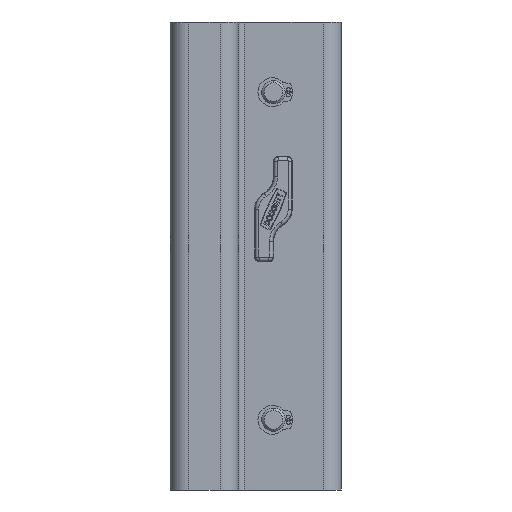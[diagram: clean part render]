
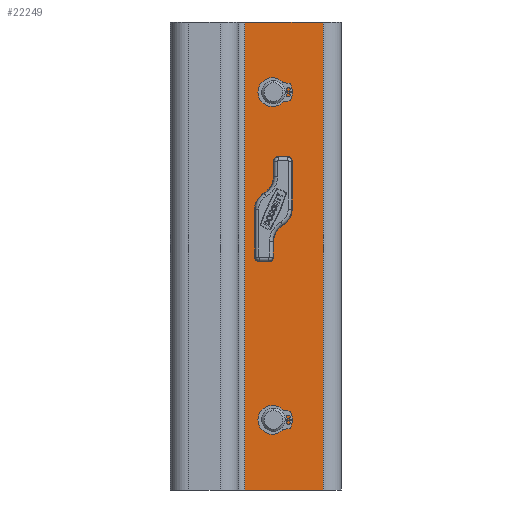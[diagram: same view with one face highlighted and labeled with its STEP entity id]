
A CAD part, left-side view. The second image highlights one B-rep face of the part: STEP entity #22249.
In plain terms, the highlighted planar face has unit normal (-1, 0, 0).
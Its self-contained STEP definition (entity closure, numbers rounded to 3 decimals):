
#580 = FACE_BOUND ( 'NONE', #53952, .T. ) ;
#895 = DIRECTION ( 'NONE',  ( -1., 0., 0. ) ) ;
#1000 = EDGE_CURVE ( 'NONE', #10483, #68752, #2989, .T. ) ;
#1729 = CARTESIAN_POINT ( 'NONE',  ( -80., 36.25, -100. ) ) ;
#1865 = DIRECTION ( 'NONE',  ( 0., 0., 1. ) ) ;
#2989 = LINE ( 'NONE', #14162, #65673 ) ;
#5209 = VERTEX_POINT ( 'NONE', #82285 ) ;
#6825 = PLANE ( 'NONE',  #71953 ) ;
#7669 = DIRECTION ( 'NONE',  ( -1., 0., 0. ) ) ;
#8436 = DIRECTION ( 'NONE',  ( -1., 0., 0. ) ) ;
#8521 = DIRECTION ( 'NONE',  ( 0., 1., 0. ) ) ;
#8899 = CARTESIAN_POINT ( 'NONE',  ( -80., 24., -70. ) ) ;
#10239 = EDGE_LOOP ( 'NONE', ( #65299, #22203 ) ) ;
#10433 = VECTOR ( 'NONE', #8521, 1000. ) ;
#10483 = VERTEX_POINT ( 'NONE', #45765 ) ;
#10602 = EDGE_CURVE ( 'NONE', #53531, #68752, #58045, .T. ) ;
#12530 = DIRECTION ( 'NONE',  ( -1., 0., 0. ) ) ;
#14162 = CARTESIAN_POINT ( 'NONE',  ( -80., 0., -100. ) ) ;
#19171 = ORIENTED_EDGE ( 'NONE', *, *, #82782, .T. ) ;
#21104 = DIRECTION ( 'NONE',  ( 0., 1., 0. ) ) ;
#22203 = ORIENTED_EDGE ( 'NONE', *, *, #31854, .F. ) ;
#22249 = ADVANCED_FACE ( 'NONE', ( #580, #55406, #62133, #37444 ), #6825, .T. ) ;
#23935 = LINE ( 'NONE', #87095, #10433 ) ;
#24001 = CIRCLE ( 'NONE', #84346, 5.25 ) ;
#28273 = CARTESIAN_POINT ( 'NONE',  ( -80., 28.5, 20. ) ) ;
#28442 = CIRCLE ( 'NONE', #83986, 5.25 ) ;
#28577 = DIRECTION ( 'NONE',  ( -1., 0., 0. ) ) ;
#29562 = CARTESIAN_POINT ( 'NONE',  ( -80., 19.5, 20. ) ) ;
#30239 = ORIENTED_EDGE ( 'NONE', *, *, #53863, .F. ) ;
#31247 = CARTESIAN_POINT ( 'NONE',  ( -80., 2.75, 100. ) ) ;
#31854 = EDGE_CURVE ( 'NONE', #56203, #90745, #24001, .T. ) ;
#31983 = CARTESIAN_POINT ( 'NONE',  ( -80., 36.25, 100. ) ) ;
#33564 = CARTESIAN_POINT ( 'NONE',  ( -80., 36.25, 100. ) ) ;
#35714 = CARTESIAN_POINT ( 'NONE',  ( -80., 29.25, 70. ) ) ;
#36301 = DIRECTION ( 'NONE',  ( 0., 0., 1. ) ) ;
#37076 = DIRECTION ( 'NONE',  ( -1., 0., 0. ) ) ;
#37326 = CIRCLE ( 'NONE', #58830, 5.25 ) ;
#37444 = FACE_OUTER_BOUND ( 'NONE', #61063, .T. ) ;
#37520 = CARTESIAN_POINT ( 'NONE',  ( -80., 24., 20. ) ) ;
#44143 = VERTEX_POINT ( 'NONE', #29562 ) ;
#44384 = LINE ( 'NONE', #68595, #71246 ) ;
#45714 = VECTOR ( 'NONE', #90872, 1000. ) ;
#45765 = CARTESIAN_POINT ( 'NONE',  ( -80., 2.75, -100. ) ) ;
#46091 = AXIS2_PLACEMENT_3D ( 'NONE', #37520, #8436, #36301 ) ;
#46116 = ORIENTED_EDGE ( 'NONE', *, *, #85880, .F. ) ;
#46576 = ORIENTED_EDGE ( 'NONE', *, *, #58654, .F. ) ;
#48566 = CARTESIAN_POINT ( 'NONE',  ( -80., 18.75, 70. ) ) ;
#49600 = DIRECTION ( 'NONE',  ( 0., 0., 1. ) ) ;
#49685 = CARTESIAN_POINT ( 'NONE',  ( -80., 0., 100. ) ) ;
#51053 = DIRECTION ( 'NONE',  ( 0., 0., 1. ) ) ;
#51117 = ORIENTED_EDGE ( 'NONE', *, *, #55918, .F. ) ;
#51597 = DIRECTION ( 'NONE',  ( -1., 0., 0. ) ) ;
#53531 = VERTEX_POINT ( 'NONE', #31983 ) ;
#53863 = EDGE_CURVE ( 'NONE', #87267, #44143, #62184, .T. ) ;
#53952 = EDGE_LOOP ( 'NONE', ( #30239, #46116 ) ) ;
#54455 = ORIENTED_EDGE ( 'NONE', *, *, #1000, .F. ) ;
#55406 = FACE_BOUND ( 'NONE', #62544, .T. ) ;
#55918 = EDGE_CURVE ( 'NONE', #5209, #84228, #28442, .T. ) ;
#56203 = VERTEX_POINT ( 'NONE', #48566 ) ;
#57694 = EDGE_CURVE ( 'NONE', #90745, #56203, #37326, .T. ) ;
#58045 = LINE ( 'NONE', #33564, #45714 ) ;
#58654 = EDGE_CURVE ( 'NONE', #84228, #5209, #59537, .T. ) ;
#58739 = ORIENTED_EDGE ( 'NONE', *, *, #10602, .T. ) ;
#58830 = AXIS2_PLACEMENT_3D ( 'NONE', #91135, #12530, #62611 ) ;
#59101 = CARTESIAN_POINT ( 'NONE',  ( -80., 24., -70. ) ) ;
#59537 = CIRCLE ( 'NONE', #86458, 5.25 ) ;
#61063 = EDGE_LOOP ( 'NONE', ( #54455, #65021, #19171, #58739 ) ) ;
#62133 = FACE_BOUND ( 'NONE', #10239, .T. ) ;
#62184 = CIRCLE ( 'NONE', #46091, 4.5 ) ;
#62544 = EDGE_LOOP ( 'NONE', ( #46576, #51117 ) ) ;
#62611 = DIRECTION ( 'NONE',  ( 0., 0., 1. ) ) ;
#65021 = ORIENTED_EDGE ( 'NONE', *, *, #79675, .F. ) ;
#65169 = CARTESIAN_POINT ( 'NONE',  ( -80., 29.25, -70. ) ) ;
#65299 = ORIENTED_EDGE ( 'NONE', *, *, #57694, .F. ) ;
#65673 = VECTOR ( 'NONE', #21104, 1000. ) ;
#68595 = CARTESIAN_POINT ( 'NONE',  ( -80., 2.75, 100. ) ) ;
#68752 = VERTEX_POINT ( 'NONE', #1729 ) ;
#69421 = AXIS2_PLACEMENT_3D ( 'NONE', #92545, #7669, #49600 ) ;
#71246 = VECTOR ( 'NONE', #90241, 1000. ) ;
#71748 = CARTESIAN_POINT ( 'NONE',  ( -80., 24., 70. ) ) ;
#71953 = AXIS2_PLACEMENT_3D ( 'NONE', #49685, #895, #85422 ) ;
#72050 = VERTEX_POINT ( 'NONE', #31247 ) ;
#77203 = CIRCLE ( 'NONE', #69421, 4.5 ) ;
#79675 = EDGE_CURVE ( 'NONE', #72050, #10483, #44384, .T. ) ;
#82285 = CARTESIAN_POINT ( 'NONE',  ( -80., 18.75, -70. ) ) ;
#82782 = EDGE_CURVE ( 'NONE', #72050, #53531, #23935, .T. ) ;
#83986 = AXIS2_PLACEMENT_3D ( 'NONE', #8899, #37076, #87165 ) ;
#84228 = VERTEX_POINT ( 'NONE', #65169 ) ;
#84346 = AXIS2_PLACEMENT_3D ( 'NONE', #71748, #28577, #51053 ) ;
#85422 = DIRECTION ( 'NONE',  ( 0., 0., 1. ) ) ;
#85880 = EDGE_CURVE ( 'NONE', #44143, #87267, #77203, .T. ) ;
#86458 = AXIS2_PLACEMENT_3D ( 'NONE', #59101, #51597, #1865 ) ;
#87095 = CARTESIAN_POINT ( 'NONE',  ( -80., 0., 100. ) ) ;
#87165 = DIRECTION ( 'NONE',  ( 0., 0., 1. ) ) ;
#87267 = VERTEX_POINT ( 'NONE', #28273 ) ;
#90241 = DIRECTION ( 'NONE',  ( 0., 0., -1. ) ) ;
#90745 = VERTEX_POINT ( 'NONE', #35714 ) ;
#90872 = DIRECTION ( 'NONE',  ( 0., 0., -1. ) ) ;
#91135 = CARTESIAN_POINT ( 'NONE',  ( -80., 24., 70. ) ) ;
#92545 = CARTESIAN_POINT ( 'NONE',  ( -80., 24., 20. ) ) ;
